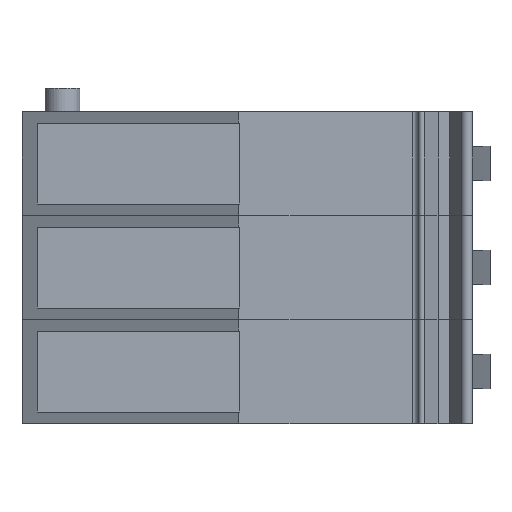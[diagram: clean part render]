
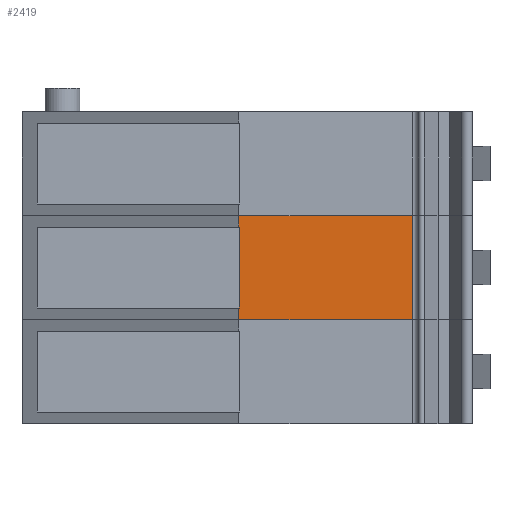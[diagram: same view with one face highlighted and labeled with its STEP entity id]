
A CAD part, front view. The second image highlights one B-rep face of the part: STEP entity #2419.
In plain terms, the highlighted planar face has unit normal (0, -1, 0).
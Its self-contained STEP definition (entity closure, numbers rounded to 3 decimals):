
#32 = PLANE('',#33);
#33 = AXIS2_PLACEMENT_3D('',#34,#35,#36);
#34 = CARTESIAN_POINT('',(-1.1,0.,9.));
#35 = DIRECTION('',(0.,0.,1.));
#36 = DIRECTION('',(-1.,0.,0.));
#342 = VERTEX_POINT('',#343);
#343 = CARTESIAN_POINT('',(-2.8,-12.,9.));
#358 = CYLINDRICAL_SURFACE('',#359,0.5);
#359 = AXIS2_PLACEMENT_3D('',#360,#361,#362);
#360 = CARTESIAN_POINT('',(-2.8,-12.5,34.34));
#361 = DIRECTION('',(0.,0.,-1.));
#362 = DIRECTION('',(0.,-1.,0.));
#370 = EDGE_CURVE('',#371,#342,#373,.T.);
#371 = VERTEX_POINT('',#372);
#372 = CARTESIAN_POINT('',(-17.842,-12.,9.));
#373 = SURFACE_CURVE('',#374,(#378,#385),.PCURVE_S1.);
#374 = LINE('',#375,#376);
#375 = CARTESIAN_POINT('',(-17.842,-12.,9.));
#376 = VECTOR('',#377,1.);
#377 = DIRECTION('',(1.,0.,0.));
#378 = PCURVE('',#32,#379);
#379 = DEFINITIONAL_REPRESENTATION('',(#380),#384);
#380 = LINE('',#381,#382);
#381 = CARTESIAN_POINT('',(16.742,12.));
#382 = VECTOR('',#383,1.);
#383 = DIRECTION('',(-1.,0.));
#384 = ( GEOMETRIC_REPRESENTATION_CONTEXT(2) 
PARAMETRIC_REPRESENTATION_CONTEXT() REPRESENTATION_CONTEXT('2D SPACE',''
  ) );
#385 = PCURVE('',#386,#391);
#386 = PLANE('',#387);
#387 = AXIS2_PLACEMENT_3D('',#388,#389,#390);
#388 = CARTESIAN_POINT('',(-36.6,-12.,9.));
#389 = DIRECTION('',(0.,-1.,0.));
#390 = DIRECTION('',(-1.,0.,0.));
#391 = DEFINITIONAL_REPRESENTATION('',(#392),#396);
#392 = LINE('',#393,#394);
#393 = CARTESIAN_POINT('',(-18.758,0.));
#394 = VECTOR('',#395,1.);
#395 = DIRECTION('',(-1.,0.));
#396 = ( GEOMETRIC_REPRESENTATION_CONTEXT(2) 
PARAMETRIC_REPRESENTATION_CONTEXT() REPRESENTATION_CONTEXT('2D SPACE',''
  ) );
#414 = PLANE('',#415);
#415 = AXIS2_PLACEMENT_3D('',#416,#417,#418);
#416 = CARTESIAN_POINT('',(-17.842,-12.,9.));
#417 = DIRECTION('',(0.5,0.866,0.));
#418 = DIRECTION('',(0.866,-0.5,0.));
#1144 = PLANE('',#1145);
#1145 = AXIS2_PLACEMENT_3D('',#1146,#1147,#1148);
#1146 = CARTESIAN_POINT('',(-1.1,0.,18.));
#1147 = DIRECTION('',(0.,0.,1.));
#1148 = DIRECTION('',(-1.,0.,0.));
#1966 = VERTEX_POINT('',#1967);
#1967 = CARTESIAN_POINT('',(-17.842,-12.,18.));
#1988 = EDGE_CURVE('',#1966,#1989,#1991,.T.);
#1989 = VERTEX_POINT('',#1990);
#1990 = CARTESIAN_POINT('',(-2.8,-12.,18.));
#1991 = SURFACE_CURVE('',#1992,(#1996,#2003),.PCURVE_S1.);
#1992 = LINE('',#1993,#1994);
#1993 = CARTESIAN_POINT('',(-17.842,-12.,18.));
#1994 = VECTOR('',#1995,1.);
#1995 = DIRECTION('',(1.,0.,0.));
#1996 = PCURVE('',#1144,#1997);
#1997 = DEFINITIONAL_REPRESENTATION('',(#1998),#2002);
#1998 = LINE('',#1999,#2000);
#1999 = CARTESIAN_POINT('',(16.742,12.));
#2000 = VECTOR('',#2001,1.);
#2001 = DIRECTION('',(-1.,0.));
#2002 = ( GEOMETRIC_REPRESENTATION_CONTEXT(2) 
PARAMETRIC_REPRESENTATION_CONTEXT() REPRESENTATION_CONTEXT('2D SPACE',''
  ) );
#2003 = PCURVE('',#386,#2004);
#2004 = DEFINITIONAL_REPRESENTATION('',(#2005),#2009);
#2005 = LINE('',#2006,#2007);
#2006 = CARTESIAN_POINT('',(-18.758,-9.));
#2007 = VECTOR('',#2008,1.);
#2008 = DIRECTION('',(-1.,0.));
#2009 = ( GEOMETRIC_REPRESENTATION_CONTEXT(2) 
PARAMETRIC_REPRESENTATION_CONTEXT() REPRESENTATION_CONTEXT('2D SPACE',''
  ) );
#2396 = EDGE_CURVE('',#1989,#342,#2397,.T.);
#2397 = SURFACE_CURVE('',#2398,(#2402,#2409),.PCURVE_S1.);
#2398 = LINE('',#2399,#2400);
#2399 = CARTESIAN_POINT('',(-2.8,-12.,18.));
#2400 = VECTOR('',#2401,1.);
#2401 = DIRECTION('',(0.,0.,-1.));
#2402 = PCURVE('',#358,#2403);
#2403 = DEFINITIONAL_REPRESENTATION('',(#2404),#2408);
#2404 = LINE('',#2405,#2406);
#2405 = CARTESIAN_POINT('',(3.142,16.34));
#2406 = VECTOR('',#2407,1.);
#2407 = DIRECTION('',(0.,1.));
#2408 = ( GEOMETRIC_REPRESENTATION_CONTEXT(2) 
PARAMETRIC_REPRESENTATION_CONTEXT() REPRESENTATION_CONTEXT('2D SPACE',''
  ) );
#2409 = PCURVE('',#386,#2410);
#2410 = DEFINITIONAL_REPRESENTATION('',(#2411),#2415);
#2411 = LINE('',#2412,#2413);
#2412 = CARTESIAN_POINT('',(-33.8,-9.));
#2413 = VECTOR('',#2414,1.);
#2414 = DIRECTION('',(0.,1.));
#2415 = ( GEOMETRIC_REPRESENTATION_CONTEXT(2) 
PARAMETRIC_REPRESENTATION_CONTEXT() REPRESENTATION_CONTEXT('2D SPACE',''
  ) );
#2419 = ADVANCED_FACE('',(#2420),#386,.T.);
#2420 = FACE_BOUND('',#2421,.T.);
#2421 = EDGE_LOOP('',(#2422,#2423,#2446,#2474,#2502,#2530,#2551,#2552));
#2422 = ORIENTED_EDGE('',*,*,#1988,.F.);
#2423 = ORIENTED_EDGE('',*,*,#2424,.F.);
#2424 = EDGE_CURVE('',#2425,#1966,#2427,.T.);
#2425 = VERTEX_POINT('',#2426);
#2426 = CARTESIAN_POINT('',(-17.842,-12.,17.));
#2427 = SURFACE_CURVE('',#2428,(#2432,#2439),.PCURVE_S1.);
#2428 = LINE('',#2429,#2430);
#2429 = CARTESIAN_POINT('',(-17.842,-12.,17.));
#2430 = VECTOR('',#2431,1.);
#2431 = DIRECTION('',(0.,0.,1.));
#2432 = PCURVE('',#386,#2433);
#2433 = DEFINITIONAL_REPRESENTATION('',(#2434),#2438);
#2434 = LINE('',#2435,#2436);
#2435 = CARTESIAN_POINT('',(-18.758,-8.));
#2436 = VECTOR('',#2437,1.);
#2437 = DIRECTION('',(0.,-1.));
#2438 = ( GEOMETRIC_REPRESENTATION_CONTEXT(2) 
PARAMETRIC_REPRESENTATION_CONTEXT() REPRESENTATION_CONTEXT('2D SPACE',''
  ) );
#2439 = PCURVE('',#414,#2440);
#2440 = DEFINITIONAL_REPRESENTATION('',(#2441),#2445);
#2441 = LINE('',#2442,#2443);
#2442 = CARTESIAN_POINT('',(0.,-8.));
#2443 = VECTOR('',#2444,1.);
#2444 = DIRECTION('',(0.,-1.));
#2445 = ( GEOMETRIC_REPRESENTATION_CONTEXT(2) 
PARAMETRIC_REPRESENTATION_CONTEXT() REPRESENTATION_CONTEXT('2D SPACE',''
  ) );
#2446 = ORIENTED_EDGE('',*,*,#2447,.T.);
#2447 = EDGE_CURVE('',#2425,#2448,#2450,.T.);
#2448 = VERTEX_POINT('',#2449);
#2449 = CARTESIAN_POINT('',(-17.8,-12.,17.));
#2450 = SURFACE_CURVE('',#2451,(#2455,#2462),.PCURVE_S1.);
#2451 = LINE('',#2452,#2453);
#2452 = CARTESIAN_POINT('',(-17.842,-12.,17.));
#2453 = VECTOR('',#2454,1.);
#2454 = DIRECTION('',(1.,0.,0.));
#2455 = PCURVE('',#386,#2456);
#2456 = DEFINITIONAL_REPRESENTATION('',(#2457),#2461);
#2457 = LINE('',#2458,#2459);
#2458 = CARTESIAN_POINT('',(-18.758,-8.));
#2459 = VECTOR('',#2460,1.);
#2460 = DIRECTION('',(-1.,0.));
#2461 = ( GEOMETRIC_REPRESENTATION_CONTEXT(2) 
PARAMETRIC_REPRESENTATION_CONTEXT() REPRESENTATION_CONTEXT('2D SPACE',''
  ) );
#2462 = PCURVE('',#2463,#2468);
#2463 = PLANE('',#2464);
#2464 = AXIS2_PLACEMENT_3D('',#2465,#2466,#2467);
#2465 = CARTESIAN_POINT('',(-17.8,-12.,17.));
#2466 = DIRECTION('',(0.,0.,1.));
#2467 = DIRECTION('',(1.,0.,0.));
#2468 = DEFINITIONAL_REPRESENTATION('',(#2469),#2473);
#2469 = LINE('',#2470,#2471);
#2470 = CARTESIAN_POINT('',(-0.042,0.));
#2471 = VECTOR('',#2472,1.);
#2472 = DIRECTION('',(1.,0.));
#2473 = ( GEOMETRIC_REPRESENTATION_CONTEXT(2) 
PARAMETRIC_REPRESENTATION_CONTEXT() REPRESENTATION_CONTEXT('2D SPACE',''
  ) );
#2474 = ORIENTED_EDGE('',*,*,#2475,.F.);
#2475 = EDGE_CURVE('',#2476,#2448,#2478,.T.);
#2476 = VERTEX_POINT('',#2477);
#2477 = CARTESIAN_POINT('',(-17.8,-12.,10.));
#2478 = SURFACE_CURVE('',#2479,(#2483,#2490),.PCURVE_S1.);
#2479 = LINE('',#2480,#2481);
#2480 = CARTESIAN_POINT('',(-17.8,-12.,10.));
#2481 = VECTOR('',#2482,1.);
#2482 = DIRECTION('',(0.,0.,1.));
#2483 = PCURVE('',#386,#2484);
#2484 = DEFINITIONAL_REPRESENTATION('',(#2485),#2489);
#2485 = LINE('',#2486,#2487);
#2486 = CARTESIAN_POINT('',(-18.8,-1.));
#2487 = VECTOR('',#2488,1.);
#2488 = DIRECTION('',(0.,-1.));
#2489 = ( GEOMETRIC_REPRESENTATION_CONTEXT(2) 
PARAMETRIC_REPRESENTATION_CONTEXT() REPRESENTATION_CONTEXT('2D SPACE',''
  ) );
#2490 = PCURVE('',#2491,#2496);
#2491 = PLANE('',#2492);
#2492 = AXIS2_PLACEMENT_3D('',#2493,#2494,#2495);
#2493 = CARTESIAN_POINT('',(-17.8,-12.,10.));
#2494 = DIRECTION('',(1.,0.,0.));
#2495 = DIRECTION('',(0.,0.,-1.));
#2496 = DEFINITIONAL_REPRESENTATION('',(#2497),#2501);
#2497 = LINE('',#2498,#2499);
#2498 = CARTESIAN_POINT('',(0.,0.));
#2499 = VECTOR('',#2500,1.);
#2500 = DIRECTION('',(-1.,0.));
#2501 = ( GEOMETRIC_REPRESENTATION_CONTEXT(2) 
PARAMETRIC_REPRESENTATION_CONTEXT() REPRESENTATION_CONTEXT('2D SPACE',''
  ) );
#2502 = ORIENTED_EDGE('',*,*,#2503,.F.);
#2503 = EDGE_CURVE('',#2504,#2476,#2506,.T.);
#2504 = VERTEX_POINT('',#2505);
#2505 = CARTESIAN_POINT('',(-17.842,-12.,10.));
#2506 = SURFACE_CURVE('',#2507,(#2511,#2518),.PCURVE_S1.);
#2507 = LINE('',#2508,#2509);
#2508 = CARTESIAN_POINT('',(-17.842,-12.,10.));
#2509 = VECTOR('',#2510,1.);
#2510 = DIRECTION('',(1.,0.,0.));
#2511 = PCURVE('',#386,#2512);
#2512 = DEFINITIONAL_REPRESENTATION('',(#2513),#2517);
#2513 = LINE('',#2514,#2515);
#2514 = CARTESIAN_POINT('',(-18.758,-1.));
#2515 = VECTOR('',#2516,1.);
#2516 = DIRECTION('',(-1.,0.));
#2517 = ( GEOMETRIC_REPRESENTATION_CONTEXT(2) 
PARAMETRIC_REPRESENTATION_CONTEXT() REPRESENTATION_CONTEXT('2D SPACE',''
  ) );
#2518 = PCURVE('',#2519,#2524);
#2519 = PLANE('',#2520);
#2520 = AXIS2_PLACEMENT_3D('',#2521,#2522,#2523);
#2521 = CARTESIAN_POINT('',(-36.6,-12.,10.));
#2522 = DIRECTION('',(0.,0.,-1.));
#2523 = DIRECTION('',(-1.,0.,0.));
#2524 = DEFINITIONAL_REPRESENTATION('',(#2525),#2529);
#2525 = LINE('',#2526,#2527);
#2526 = CARTESIAN_POINT('',(-18.758,0.));
#2527 = VECTOR('',#2528,1.);
#2528 = DIRECTION('',(-1.,0.));
#2529 = ( GEOMETRIC_REPRESENTATION_CONTEXT(2) 
PARAMETRIC_REPRESENTATION_CONTEXT() REPRESENTATION_CONTEXT('2D SPACE',''
  ) );
#2530 = ORIENTED_EDGE('',*,*,#2531,.F.);
#2531 = EDGE_CURVE('',#371,#2504,#2532,.T.);
#2532 = SURFACE_CURVE('',#2533,(#2537,#2544),.PCURVE_S1.);
#2533 = LINE('',#2534,#2535);
#2534 = CARTESIAN_POINT('',(-17.842,-12.,9.));
#2535 = VECTOR('',#2536,1.);
#2536 = DIRECTION('',(0.,0.,1.));
#2537 = PCURVE('',#386,#2538);
#2538 = DEFINITIONAL_REPRESENTATION('',(#2539),#2543);
#2539 = LINE('',#2540,#2541);
#2540 = CARTESIAN_POINT('',(-18.758,0.));
#2541 = VECTOR('',#2542,1.);
#2542 = DIRECTION('',(0.,-1.));
#2543 = ( GEOMETRIC_REPRESENTATION_CONTEXT(2) 
PARAMETRIC_REPRESENTATION_CONTEXT() REPRESENTATION_CONTEXT('2D SPACE',''
  ) );
#2544 = PCURVE('',#414,#2545);
#2545 = DEFINITIONAL_REPRESENTATION('',(#2546),#2550);
#2546 = LINE('',#2547,#2548);
#2547 = CARTESIAN_POINT('',(0.,0.));
#2548 = VECTOR('',#2549,1.);
#2549 = DIRECTION('',(0.,-1.));
#2550 = ( GEOMETRIC_REPRESENTATION_CONTEXT(2) 
PARAMETRIC_REPRESENTATION_CONTEXT() REPRESENTATION_CONTEXT('2D SPACE',''
  ) );
#2551 = ORIENTED_EDGE('',*,*,#370,.T.);
#2552 = ORIENTED_EDGE('',*,*,#2396,.F.);
